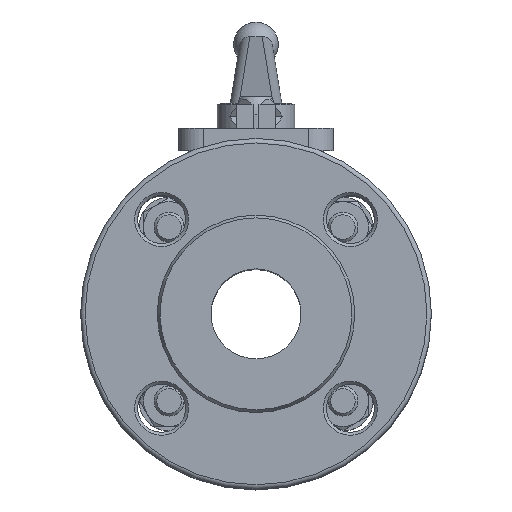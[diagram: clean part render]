
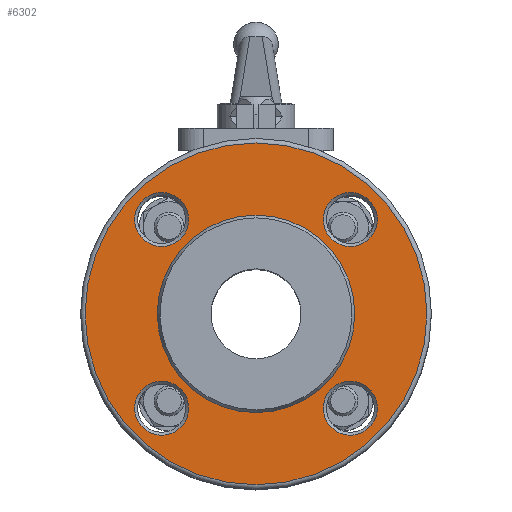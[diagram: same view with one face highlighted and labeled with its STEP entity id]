
A CAD part, top view. The second image highlights one B-rep face of the part: STEP entity #6302.
In plain terms, the highlighted face is planar.
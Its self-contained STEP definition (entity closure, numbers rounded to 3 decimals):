
#1144=PLANE('',#6938);
#2236=ORIENTED_EDGE('',*,*,#3608,.F.);
#2237=ORIENTED_EDGE('',*,*,#3611,.F.);
#2238=ORIENTED_EDGE('',*,*,#3612,.F.);
#2239=ORIENTED_EDGE('',*,*,#3613,.F.);
#2240=ORIENTED_EDGE('',*,*,#3614,.F.);
#2241=ORIENTED_EDGE('',*,*,#3610,.T.);
#3608=EDGE_CURVE('',#4380,#4380,#4883,.T.);
#3610=EDGE_CURVE('',#4382,#4382,#4885,.T.);
#3611=EDGE_CURVE('',#4383,#4383,#4886,.T.);
#3612=EDGE_CURVE('',#4384,#4384,#4887,.T.);
#3613=EDGE_CURVE('',#4385,#4385,#4888,.T.);
#3614=EDGE_CURVE('',#4386,#4386,#4889,.T.);
#4380=VERTEX_POINT('',#10462);
#4382=VERTEX_POINT('',#10467);
#4383=VERTEX_POINT('',#10470);
#4384=VERTEX_POINT('',#10472);
#4385=VERTEX_POINT('',#10474);
#4386=VERTEX_POINT('',#10476);
#4883=CIRCLE('',#6934,32.924);
#4885=CIRCLE('',#6937,57.);
#4886=CIRCLE('',#6939,9.);
#4887=CIRCLE('',#6940,9.);
#4888=CIRCLE('',#6941,9.);
#4889=CIRCLE('',#6942,9.);
#5245=EDGE_LOOP('',(#2236));
#5246=EDGE_LOOP('',(#2237));
#5247=EDGE_LOOP('',(#2238));
#5248=EDGE_LOOP('',(#2239));
#5249=EDGE_LOOP('',(#2240));
#5250=EDGE_LOOP('',(#2241));
#5746=FACE_BOUND('',#5245,.T.);
#5747=FACE_BOUND('',#5246,.T.);
#5748=FACE_BOUND('',#5247,.T.);
#5749=FACE_BOUND('',#5248,.T.);
#5750=FACE_BOUND('',#5249,.T.);
#5751=FACE_BOUND('',#5250,.T.);
#6302=ADVANCED_FACE('',(#5746,#5747,#5748,#5749,#5750,#5751),#1144,.F.);
#6934=AXIS2_PLACEMENT_3D('',#10461,#8301,#8302);
#6937=AXIS2_PLACEMENT_3D('',#10466,#8307,#8308);
#6938=AXIS2_PLACEMENT_3D('',#10468,#8309,#8310);
#6939=AXIS2_PLACEMENT_3D('',#10469,#8311,#8312);
#6940=AXIS2_PLACEMENT_3D('',#10471,#8313,#8314);
#6941=AXIS2_PLACEMENT_3D('',#10473,#8315,#8316);
#6942=AXIS2_PLACEMENT_3D('',#10475,#8317,#8318);
#8301=DIRECTION('',(0.,0.,-1.));
#8302=DIRECTION('',(-1.,0.,0.));
#8307=DIRECTION('',(0.,0.,-1.));
#8308=DIRECTION('',(-1.,0.,0.));
#8309=DIRECTION('',(0.,0.,1.));
#8310=DIRECTION('',(1.,0.,0.));
#8311=DIRECTION('',(0.,0.,-1.));
#8312=DIRECTION('',(-1.,0.,0.));
#8313=DIRECTION('',(0.,0.,-1.));
#8314=DIRECTION('',(-1.,0.,0.));
#8315=DIRECTION('',(0.,0.,-1.));
#8316=DIRECTION('',(-1.,0.,0.));
#8317=DIRECTION('',(0.,0.,-1.));
#8318=DIRECTION('',(-1.,0.,0.));
#10461=CARTESIAN_POINT('',(0.,0.,-78.4));
#10462=CARTESIAN_POINT('',(-32.924,0.,-78.4));
#10466=CARTESIAN_POINT('',(0.,0.,-78.4));
#10467=CARTESIAN_POINT('',(-57.,0.,-78.4));
#10468=CARTESIAN_POINT('',(0.,58.5,-78.4));
#10469=CARTESIAN_POINT('',(-31.466,-31.466,-78.4));
#10470=CARTESIAN_POINT('',(-40.466,-31.466,-78.4));
#10471=CARTESIAN_POINT('',(31.466,-31.466,-78.4));
#10472=CARTESIAN_POINT('',(22.466,-31.466,-78.4));
#10473=CARTESIAN_POINT('',(31.466,31.466,-78.4));
#10474=CARTESIAN_POINT('',(22.466,31.466,-78.4));
#10475=CARTESIAN_POINT('',(-31.466,31.466,-78.4));
#10476=CARTESIAN_POINT('',(-40.466,31.466,-78.4));
